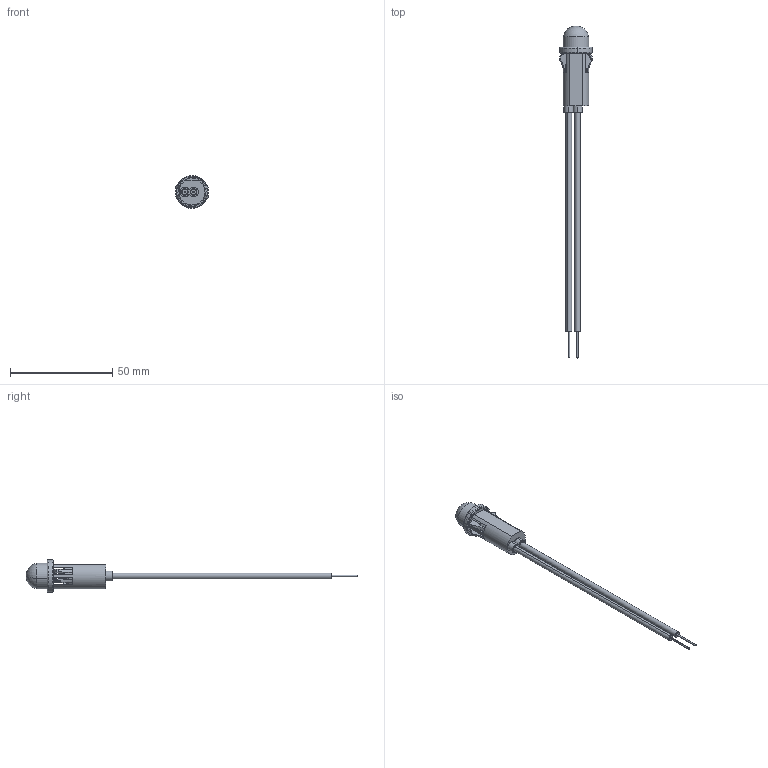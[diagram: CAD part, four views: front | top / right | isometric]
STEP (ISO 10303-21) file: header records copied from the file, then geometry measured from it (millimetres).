
FILE_DESCRIPTION (( 'STEP AP214' ), '1' );
FILE_NAME ('1091AXB-XXV.STEP', '2016-01-18T21:33:16', ( 'user' ), ( 'Microsoft' ), 'SwSTEP 2.0', 'SolidWorks 2014', '' );
FILE_SCHEMA (( 'AUTOMOTIVE_DESIGN' ));
Length unit declared in the file: inch
Products named in the file (6): WP2379RD - 5 inches; WP2379WT - 5 inches; D11441 - B1607; MB0460x - B10033; E13975 C8305; 1091AXB-XXV
Assembly tree (5 placements, depth 2):
  1091AXB-XXV
    E13975 C8305
    MB0460x - B10033
    D11441 - B1607
    WP2379WT - 5 inches
    WP2379RD - 5 inches
Bounding box: 16.28 x 162.11 x 15.96 mm (x, y, z)
Volume: 3020 mm3; surface area: 6408.6 mm2
Topology: 5 solids, 5 shells, 383 faces, 1008 edges, 642 vertices
Faces by surface type: cylinder 185, plane 113, cone 59, sphere 14, torus 12
Entity records: 12398 total; most frequent: CARTESIAN_POINT 2388, DIRECTION 2102, ORIENTED_EDGE 2016, EDGE_CURVE 1008, AXIS2_PLACEMENT_3D 810, VERTEX_POINT 642, VECTOR 482, LINE 482
